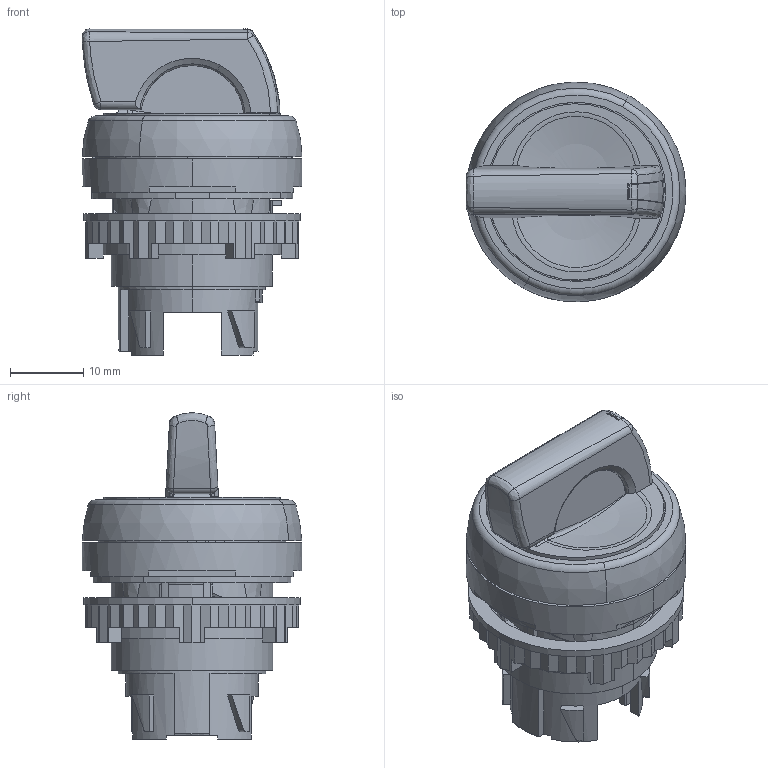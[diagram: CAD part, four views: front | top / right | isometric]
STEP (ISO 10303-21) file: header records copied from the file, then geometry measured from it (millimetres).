
FILE_DESCRIPTION(('CATIA V5 STEP Exchange','CAx-IF Rec.Pracs.--- Model Styling and Organization---1.4--- 2014-01-23'),'2;1');
FILE_NAME('L21KD03.stp','2018-06-06T09:53:04+00:00',('none'),('none'),'CATIA Version 5-6 Release 2017 SP3','CATIA V5 STEP AP214','none');
FILE_SCHEMA(('AUTOMOTIVE_DESIGN { 1 0 10303 214 1 1 1 1 }'));
Length unit declared in the file: millimetre
Products named in the file (10): L21KD03; 074226001 essais; 056017000; 032160000; 034367000 essais 2; 054543000; 051904000; 051905000; 054535000; 039714000
Assembly tree (9 placements, depth 2):
  L21KD03
    074226001 essais
    056017000
    032160000
    034367000 essais 2
    054543000
    051904000
    051905000
    054535000
    039714000
Bounding box: 29.93 x 29.9 x 44.39 mm (x, y, z)
Volume: 11285.4 mm3; surface area: 15976.1 mm2
Topology: 9 solids, 9 shells, 1191 faces, 3364 edges, 2188 vertices
Faces by surface type: plane 583, cylinder 359, torus 93, bspline 75, cone 59, extrusion 12, sphere 10
Entity records: 41607 total; most frequent: CARTESIAN_POINT 13069, ORIENTED_EDGE 6712, DIRECTION 4376, EDGE_CURVE 3356, VERTEX_POINT 2188, AXIS2_PLACEMENT_3D 1845, VECTOR 1692, LINE 1680
